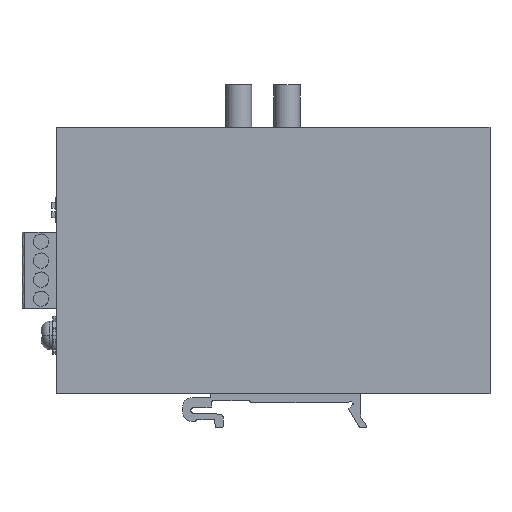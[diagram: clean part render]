
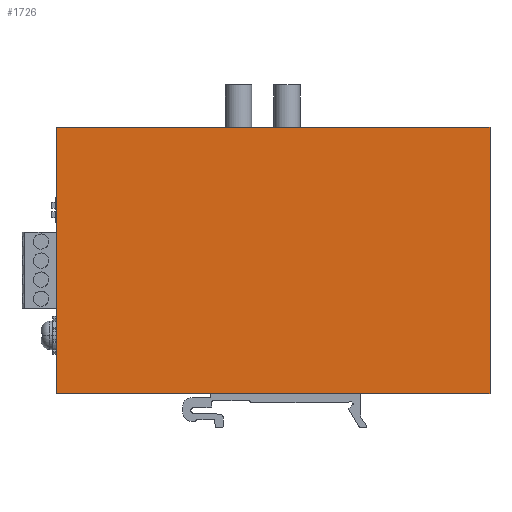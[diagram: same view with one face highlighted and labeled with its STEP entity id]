
A CAD part, left-side view. The second image highlights one B-rep face of the part: STEP entity #1726.
In plain terms, the highlighted planar face has unit normal (-1, 0, 0).
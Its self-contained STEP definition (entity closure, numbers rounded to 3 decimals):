
#1706=AXIS2_PLACEMENT_3D('Plane Axis2P3D',#1703,#1704,#1705) ;
#1505=CARTESIAN_POINT('Vertex',(0.,0.,8.8)) ;
#1510=CARTESIAN_POINT('Line Origine',(0.,57.,8.8)) ;
#1514=CARTESIAN_POINT('Vertex',(0.,114.,8.8)) ;
#1687=CARTESIAN_POINT('Vertex',(0.,0.,78.8)) ;
#1690=CARTESIAN_POINT('Line Origine',(0.,0.,43.8)) ;
#1703=CARTESIAN_POINT('Axis2P3D Location',(0.,-1.,77.8)) ;
#1708=CARTESIAN_POINT('Line Origine',(0.,57.,78.8)) ;
#1712=CARTESIAN_POINT('Vertex',(0.,114.,78.8)) ;
#1715=CARTESIAN_POINT('Line Origine',(0.,114.,43.8)) ;
#1511=DIRECTION('Vector Direction',(0.,1.,0.)) ;
#1691=DIRECTION('Vector Direction',(0.,0.,-1.)) ;
#1704=DIRECTION('Axis2P3D Direction',(1.,0.,0.)) ;
#1705=DIRECTION('Axis2P3D XDirection',(0.,-1.,0.)) ;
#1709=DIRECTION('Vector Direction',(0.,-1.,0.)) ;
#1716=DIRECTION('Vector Direction',(0.,0.,-1.)) ;
#1512=VECTOR('Line Direction',#1511,1.) ;
#1692=VECTOR('Line Direction',#1691,1.) ;
#1710=VECTOR('Line Direction',#1709,1.) ;
#1717=VECTOR('Line Direction',#1716,1.) ;
#1721=ORIENTED_EDGE('',*,*,#1694,.F.) ;
#1722=ORIENTED_EDGE('',*,*,#1714,.T.) ;
#1723=ORIENTED_EDGE('',*,*,#1719,.F.) ;
#1724=ORIENTED_EDGE('',*,*,#1516,.T.) ;
#1726=ADVANCED_FACE('SWITCH',(#1725),#1707,.F.) ;
#1516=EDGE_CURVE('',#1515,#1506,#1513,.F.) ;
#1694=EDGE_CURVE('',#1688,#1506,#1693,.T.) ;
#1714=EDGE_CURVE('',#1688,#1713,#1711,.F.) ;
#1719=EDGE_CURVE('',#1515,#1713,#1718,.F.) ;
#1720=EDGE_LOOP('',(#1721,#1722,#1723,#1724)) ;
#1725=FACE_OUTER_BOUND('',#1720,.T.) ;
#1513=LINE('Line',#1510,#1512) ;
#1693=LINE('Line',#1690,#1692) ;
#1711=LINE('Line',#1708,#1710) ;
#1718=LINE('Line',#1715,#1717) ;
#1707=PLANE('',#1706) ;
#1506=VERTEX_POINT('',#1505) ;
#1515=VERTEX_POINT('',#1514) ;
#1688=VERTEX_POINT('',#1687) ;
#1713=VERTEX_POINT('',#1712) ;
